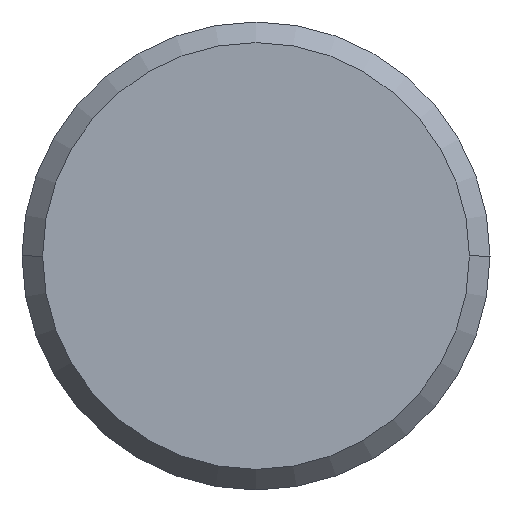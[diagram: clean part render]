
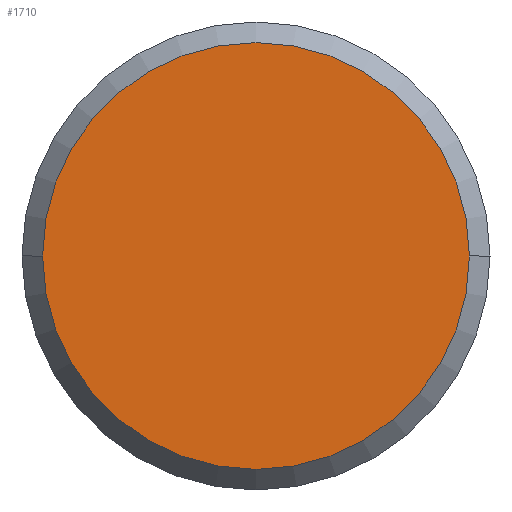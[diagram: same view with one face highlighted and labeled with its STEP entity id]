
A CAD part, left-side view. The second image highlights one B-rep face of the part: STEP entity #1710.
In plain terms, the highlighted planar face has unit normal (-1, 0, 0).
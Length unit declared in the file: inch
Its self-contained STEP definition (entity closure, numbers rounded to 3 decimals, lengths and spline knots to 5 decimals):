
#12 = AXIS2_PLACEMENT_3D ( 'NONE', #1874, #1301, #4130 ) ;
#125 = ORIENTED_EDGE ( 'NONE', *, *, #1147, .T. ) ;
#139 = AXIS2_PLACEMENT_3D ( 'NONE', #2347, #762, #447 ) ;
#267 = CARTESIAN_POINT ( 'NONE',  ( 0., 0., 0. ) ) ;
#373 = ORIENTED_EDGE ( 'NONE', *, *, #3269, .T. ) ;
#377 = AXIS2_PLACEMENT_3D ( 'NONE', #267, #1546, #2502 ) ;
#447 = DIRECTION ( 'NONE',  ( 0., 1., 0. ) ) ;
#762 = DIRECTION ( 'NONE',  ( 1., 0., 0. ) ) ;
#1147 = EDGE_CURVE ( 'NONE', #3174, #3942, #3261, .T. ) ;
#1155 = CARTESIAN_POINT ( 'NONE',  ( 0., 0.12205, 0. ) ) ;
#1301 = DIRECTION ( 'NONE',  ( -1., 0., 0. ) ) ;
#1546 = DIRECTION ( 'NONE',  ( -1., 0., 0. ) ) ;
#1710 = ADVANCED_FACE ( 'NONE', ( #3915 ), #2661, .F. ) ;
#1874 = CARTESIAN_POINT ( 'NONE',  ( 0., 0., 0. ) ) ;
#2347 = CARTESIAN_POINT ( 'NONE',  ( 0., 0., 0. ) ) ;
#2502 = DIRECTION ( 'NONE',  ( 0., 1., 0. ) ) ;
#2607 = EDGE_LOOP ( 'NONE', ( #125, #373 ) ) ;
#2661 = PLANE ( 'NONE',  #139 ) ;
#2769 = CARTESIAN_POINT ( 'NONE',  ( 0., -0.12205, 0. ) ) ;
#3174 = VERTEX_POINT ( 'NONE', #1155 ) ;
#3261 = CIRCLE ( 'NONE', #377, 0.12205 ) ;
#3269 = EDGE_CURVE ( 'NONE', #3942, #3174, #3421, .T. ) ;
#3421 = CIRCLE ( 'NONE', #12, 0.12205 ) ;
#3915 = FACE_OUTER_BOUND ( 'NONE', #2607, .T. ) ;
#3942 = VERTEX_POINT ( 'NONE', #2769 ) ;
#4130 = DIRECTION ( 'NONE',  ( 0., 1., 0. ) ) ;
